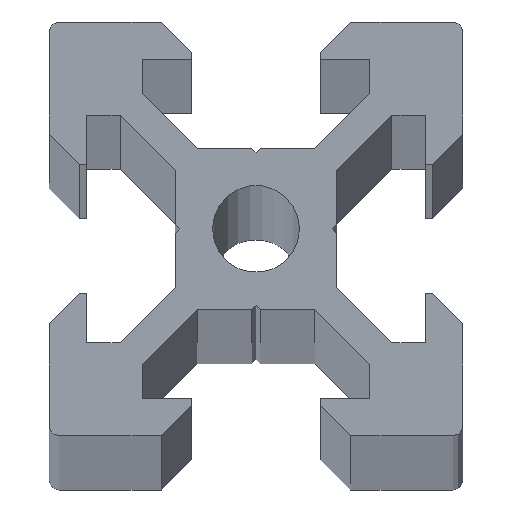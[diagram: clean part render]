
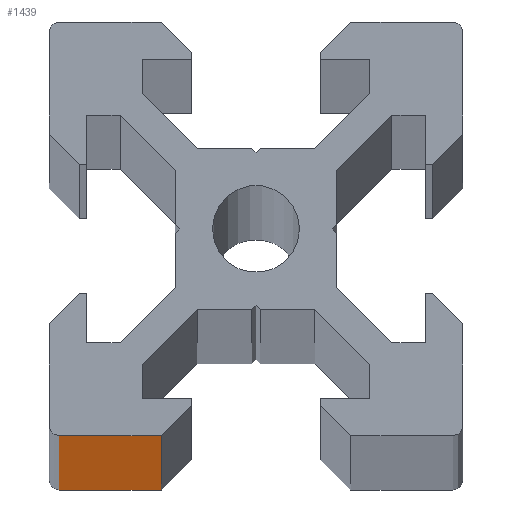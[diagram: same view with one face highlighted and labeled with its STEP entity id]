
A CAD part, top view. The second image highlights one B-rep face of the part: STEP entity #1439.
In plain terms, the highlighted planar face has unit normal (0, -1, 0).
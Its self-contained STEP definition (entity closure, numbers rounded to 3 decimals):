
#76=FACE_OUTER_BOUND('',#147,.T.);
#147=EDGE_LOOP('',(#1091,#1092,#1093,#1094));
#302=LINE('',#2188,#499);
#303=LINE('',#2192,#500);
#304=LINE('',#2194,#501);
#305=LINE('',#2195,#502);
#499=VECTOR('',#1787,1500.);
#500=VECTOR('',#1792,4.92);
#501=VECTOR('',#1793,1500.);
#502=VECTOR('',#1794,4.92);
#658=VERTEX_POINT('',#2185);
#659=VERTEX_POINT('',#2187);
#660=VERTEX_POINT('',#2191);
#661=VERTEX_POINT('',#2193);
#839=EDGE_CURVE('',#659,#658,#302,.T.);
#841=EDGE_CURVE('',#660,#658,#303,.T.);
#842=EDGE_CURVE('',#661,#660,#304,.T.);
#843=EDGE_CURVE('',#661,#659,#305,.T.);
#1091=ORIENTED_EDGE('',*,*,#841,.F.);
#1092=ORIENTED_EDGE('',*,*,#842,.F.);
#1093=ORIENTED_EDGE('',*,*,#843,.T.);
#1094=ORIENTED_EDGE('',*,*,#839,.T.);
#1370=PLANE('',#1530);
#1439=ADVANCED_FACE('',(#76),#1370,.T.);
#1530=AXIS2_PLACEMENT_3D('',#2190,#1790,#1791);
#1787=DIRECTION('',(0.,0.,-1.));
#1790=DIRECTION('center_axis',(0.,-1.,0.));
#1791=DIRECTION('ref_axis',(0.,0.,-1.));
#1792=DIRECTION('',(-1.,0.,0.));
#1793=DIRECTION('',(0.,0.,-1.));
#1794=DIRECTION('',(-1.,0.,0.));
#2185=CARTESIAN_POINT('',(-9.5,-10.,0.));
#2187=CARTESIAN_POINT('',(-9.5,-10.,1500.));
#2188=CARTESIAN_POINT('',(-9.5,-10.,1500.));
#2190=CARTESIAN_POINT('Origin',(0.,-10.,1500.));
#2191=CARTESIAN_POINT('',(-4.58,-10.,0.));
#2192=CARTESIAN_POINT('',(-4.58,-10.,0.));
#2193=CARTESIAN_POINT('',(-4.58,-10.,1500.));
#2194=CARTESIAN_POINT('',(-4.58,-10.,1500.));
#2195=CARTESIAN_POINT('',(-4.58,-10.,1500.));
